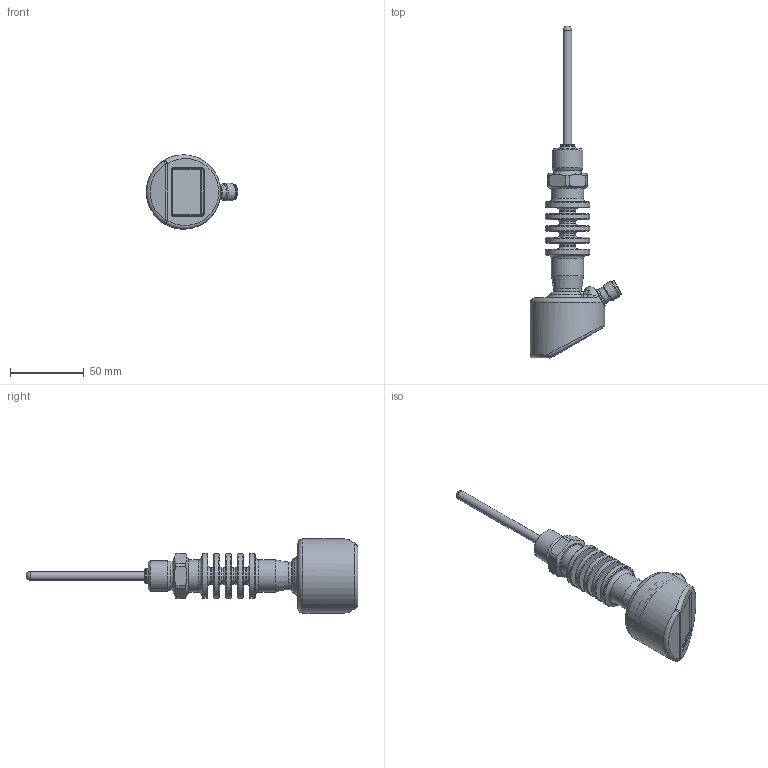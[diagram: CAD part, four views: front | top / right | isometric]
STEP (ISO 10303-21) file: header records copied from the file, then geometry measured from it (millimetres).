
FILE_DESCRIPTION(/* description */ ('Unknown'),/* implementation_level */ '2;1');
FILE_NAME(/* name */ 'PT55-G060.1#4#3221.20000000100',/* time_stamp */ '2024-09-12T13:53:27+02:00',/* author */ ('Unknown'),/* organization */ ('Baumer'),/* preprocessor_version */ 'ST-DEVELOPER v16.7',/* originating_system */ 'Solid Edge',/* authorisation */ 'Unknown');
FILE_SCHEMA (('AUTOMOTIVE_DESIGN {1 0 10303 214 3 1 1}'));
Products named in the file (1): Part13
Bounding box: 61.95 x 225.4 x 50.38 mm (x, y, z)
Volume: 57612.5 mm3; surface area: 49344.7 mm2
Topology: 1 solids, 7 shells, 1868 faces, 4944 edges, 3165 vertices
Faces by surface type: plane 996, cylinder 363, bspline 319, cone 90, torus 83, sphere 17
Full cylindrical faces by diameter (mm): 0.7 x6, 0.9 x2, 1 x4, 3 x1, 4 x1, 6 x3, 7 x2, 8 x1, 8.1 x1, 8.4 x2, 8.7 x1, 9 x1, 9.36 x1, 9.45 x1, 9.5 x1, 9.55 x1, 9.6 x1, 10 x1, 10.42 x1, 10.5 x1, 10.65 x1, 10.7 x2, 11 x5, 12 x2, 12.15 x1, 12.6 x1, 14.97 x1, 15.1 x1, 15.9 x3, 19 x1
Entity records: 78566 total; most frequent: CARTESIAN_POINT 23114, ORIENTED_EDGE 9314, DIRECTION 7306, EDGE_CURVE 4657, VERTEX_POINT 3085, AXIS2_PLACEMENT_3D 2584, FACE_BOUND 2232, EDGE_LOOP 2229
